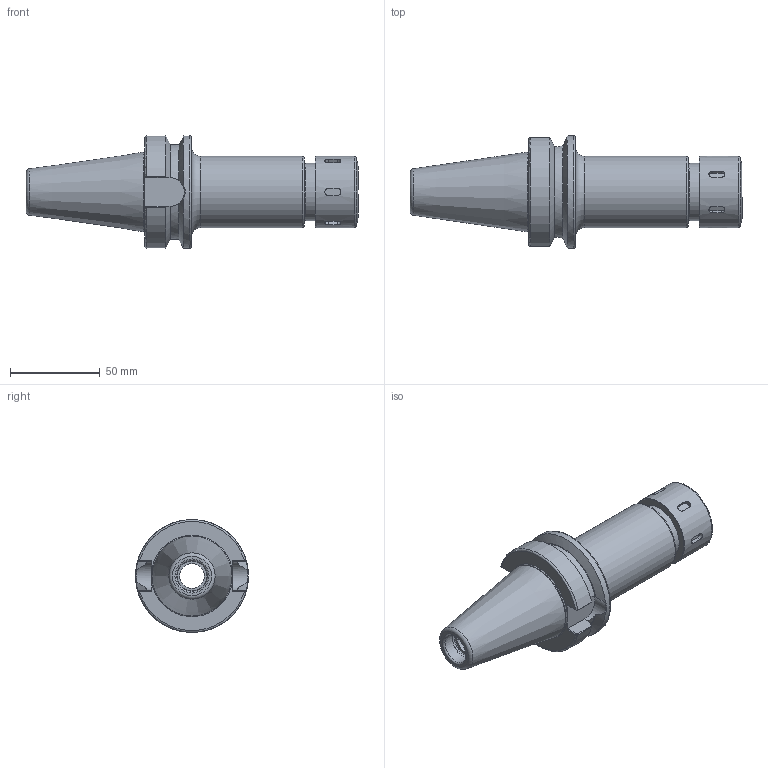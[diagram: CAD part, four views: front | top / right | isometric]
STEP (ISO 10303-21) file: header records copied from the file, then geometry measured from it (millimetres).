
FILE_DESCRIPTION(/* description */ (''),/* implementation_level */ '2;1');
FILE_NAME(/* name */ 'DBT40-SX16-120.stp',/* time_stamp */ '2019-06-20T10:07:05-05:00',/* author */ ('ldfli'),/* organization */ (''),/* preprocessor_version */ 'ST-DEVELOPER v18',/* originating_system */ 'Autodesk Inventor LT',/* authorisation */ '');
FILE_SCHEMA (('AUTOMOTIVE_DESIGN { 1 0 10303 214 3 1 1 }'));
Length unit declared in the file: millimetre
Products named in the file (1): DBT40-SX16-120
Bounding box: 185.4 x 63 x 63 mm (x, y, z)
Volume: 205859.9 mm3; surface area: 44068.3 mm2
Topology: 2 solids, 2 shells, 124 faces, 357 edges, 250 vertices
Faces by surface type: plane 50, cylinder 33, torus 17, cone 14, bspline 10
Full cylindrical faces by diameter (mm): 13.835 x1, 15.294 x1, 17 x1, 17.5 x1, 19.8 x1, 20.6 x1, 22 x1, 30.5 x1, 32 x1, 32.2 x1, 32.5 x1, 40 x2, 44.45 x1, 63 x1
Entity records: 4922 total; most frequent: CARTESIAN_POINT 1621, ORIENTED_EDGE 714, DIRECTION 660, EDGE_CURVE 357, AXIS2_PLACEMENT_3D 267, VERTEX_POINT 250, CIRCLE 152, EDGE_LOOP 141
